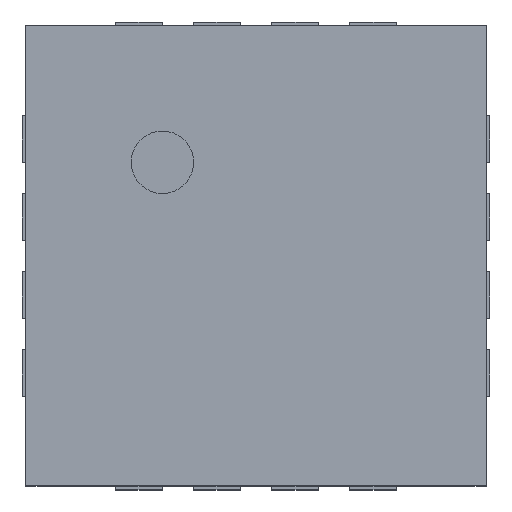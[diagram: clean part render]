
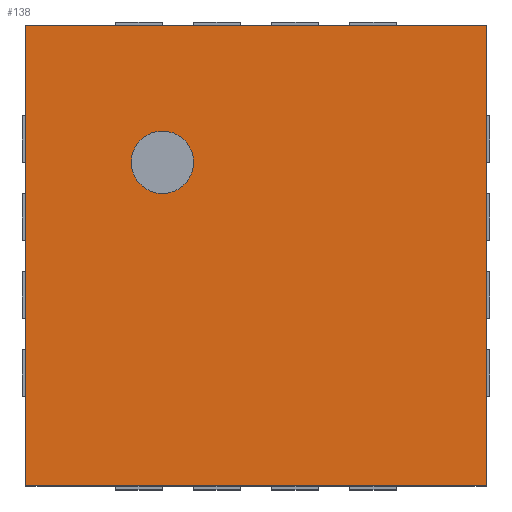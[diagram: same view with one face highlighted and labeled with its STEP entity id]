
A CAD part, top view. The second image highlights one B-rep face of the part: STEP entity #138.
In plain terms, the highlighted planar face has unit normal (0, 0, 1).
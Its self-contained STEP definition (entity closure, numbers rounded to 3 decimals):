
#13=DIRECTION('',(0.,0.,1.));
#20=ORIENTED_EDGE('',*,*,#21,.F.);
#21=EDGE_CURVE('',#22,#24,#26,.T.);
#22=VERTEX_POINT('',#23);
#23=CARTESIAN_POINT('',(-1.475,1.475,0.5));
#24=VERTEX_POINT('',#25);
#25=CARTESIAN_POINT('',(1.475,1.475,0.5));
#26=LINE('',#23,#27);
#27=VECTOR('',#28,1.);
#28=DIRECTION('',(1.,0.,0.));
#137=DIRECTION('',(0.,-1.,0.));
#138=ADVANCED_FACE('',(#139,#155),#165,.T.);
#139=FACE_BOUND('',#140,.T.);
#140=EDGE_LOOP('',(#20,#141,#147,#152));
#141=ORIENTED_EDGE('',*,*,#142,.T.);
#142=EDGE_CURVE('',#22,#143,#145,.T.);
#143=VERTEX_POINT('',#144);
#144=CARTESIAN_POINT('',(-1.475,-1.475,0.5));
#145=LINE('',#23,#146);
#146=VECTOR('',#137,1.);
#147=ORIENTED_EDGE('',*,*,#148,.T.);
#148=EDGE_CURVE('',#143,#149,#151,.T.);
#149=VERTEX_POINT('',#150);
#150=CARTESIAN_POINT('',(1.475,-1.475,0.5));
#151=LINE('',#144,#27);
#152=ORIENTED_EDGE('',*,*,#153,.F.);
#153=EDGE_CURVE('',#24,#149,#154,.T.);
#154=LINE('',#25,#146);
#155=FACE_BOUND('',#156,.T.);
#156=EDGE_LOOP('',(#157));
#157=ORIENTED_EDGE('',*,*,#158,.T.);
#158=EDGE_CURVE('',#159,#159,#161,.T.);
#159=VERTEX_POINT('',#160);
#160=CARTESIAN_POINT('',(-0.6,0.4,0.5));
#161=CIRCLE('',#162,0.2);
#162=AXIS2_PLACEMENT_3D('',#163,#164,#137);
#163=CARTESIAN_POINT('',(-0.6,0.6,0.5));
#164=DIRECTION('',(0.,-0.,-1.));
#165=PLANE('',#166);
#166=AXIS2_PLACEMENT_3D('',#23,#13,#137);
